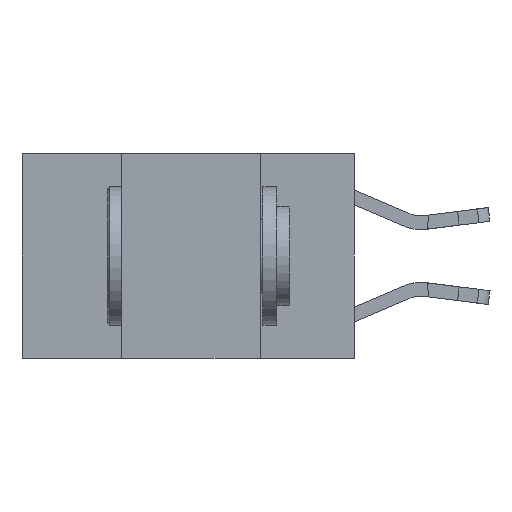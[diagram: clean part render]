
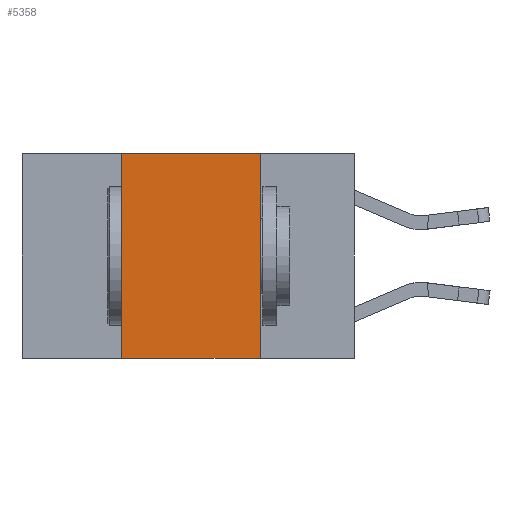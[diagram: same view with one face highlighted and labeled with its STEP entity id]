
A CAD part, left-side view. The second image highlights one B-rep face of the part: STEP entity #5358.
In plain terms, the highlighted planar face has unit normal (-1, 0, 0).
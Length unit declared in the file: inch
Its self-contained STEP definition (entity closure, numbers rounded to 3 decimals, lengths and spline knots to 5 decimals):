
#196 = VECTOR ( 'NONE', #607, 39.37008 ) ;
#598 = EDGE_CURVE ( 'NONE', #2422, #12840, #8499, .T. ) ;
#607 = DIRECTION ( 'NONE',  ( 0., 0., -1. ) ) ;
#1715 = EDGE_CURVE ( 'NONE', #5037, #2422, #6695, .T. ) ;
#1990 = CARTESIAN_POINT ( 'NONE',  ( 0., 0.17, 0. ) ) ;
#2066 = LINE ( 'NONE', #1990, #196 ) ;
#2422 = VERTEX_POINT ( 'NONE', #8481 ) ;
#2636 = LINE ( 'NONE', #7708, #16806 ) ;
#4368 = DIRECTION ( 'NONE',  ( 0., -1., 0. ) ) ;
#5037 = VERTEX_POINT ( 'NONE', #10912 ) ;
#5135 = DIRECTION ( 'NONE',  ( 0., -1., 0. ) ) ;
#5236 = VECTOR ( 'NONE', #4368, 39.37008 ) ;
#5358 = ADVANCED_FACE ( 'NONE', ( #10141 ), #8915, .F. ) ;
#6108 = EDGE_LOOP ( 'NONE', ( #11704, #9337, #16467, #8535 ) ) ;
#6315 = CARTESIAN_POINT ( 'NONE',  ( 0., 0.6, 0. ) ) ;
#6435 = EDGE_CURVE ( 'NONE', #5037, #9258, #2636, .T. ) ;
#6695 = LINE ( 'NONE', #10843, #13306 ) ;
#7708 = CARTESIAN_POINT ( 'NONE',  ( 0., 0.6, -0.37 ) ) ;
#8481 = CARTESIAN_POINT ( 'NONE',  ( 0., 0.42, 0. ) ) ;
#8499 = LINE ( 'NONE', #11003, #5236 ) ;
#8535 = ORIENTED_EDGE ( 'NONE', *, *, #6435, .T. ) ;
#8915 = PLANE ( 'NONE',  #11352 ) ;
#9258 = VERTEX_POINT ( 'NONE', #9641 ) ;
#9337 = ORIENTED_EDGE ( 'NONE', *, *, #598, .F. ) ;
#9552 = DIRECTION ( 'NONE',  ( 0., 0., 1. ) ) ;
#9641 = CARTESIAN_POINT ( 'NONE',  ( 0., 0.17, -0.37 ) ) ;
#10141 = FACE_OUTER_BOUND ( 'NONE', #6108, .T. ) ;
#10843 = CARTESIAN_POINT ( 'NONE',  ( 0., 0.42, 0. ) ) ;
#10912 = CARTESIAN_POINT ( 'NONE',  ( 0., 0.42, -0.37 ) ) ;
#11003 = CARTESIAN_POINT ( 'NONE',  ( 0., 0.6, 0. ) ) ;
#11352 = AXIS2_PLACEMENT_3D ( 'NONE', #6315, #17017, #11580 ) ;
#11580 = DIRECTION ( 'NONE',  ( 0., 0., -1. ) ) ;
#11599 = EDGE_CURVE ( 'NONE', #12840, #9258, #2066, .T. ) ;
#11704 = ORIENTED_EDGE ( 'NONE', *, *, #11599, .F. ) ;
#12840 = VERTEX_POINT ( 'NONE', #14580 ) ;
#13306 = VECTOR ( 'NONE', #9552, 39.37008 ) ;
#14580 = CARTESIAN_POINT ( 'NONE',  ( 0., 0.17, 0. ) ) ;
#16467 = ORIENTED_EDGE ( 'NONE', *, *, #1715, .F. ) ;
#16806 = VECTOR ( 'NONE', #5135, 39.37008 ) ;
#17017 = DIRECTION ( 'NONE',  ( 1., 0., 0. ) ) ;
